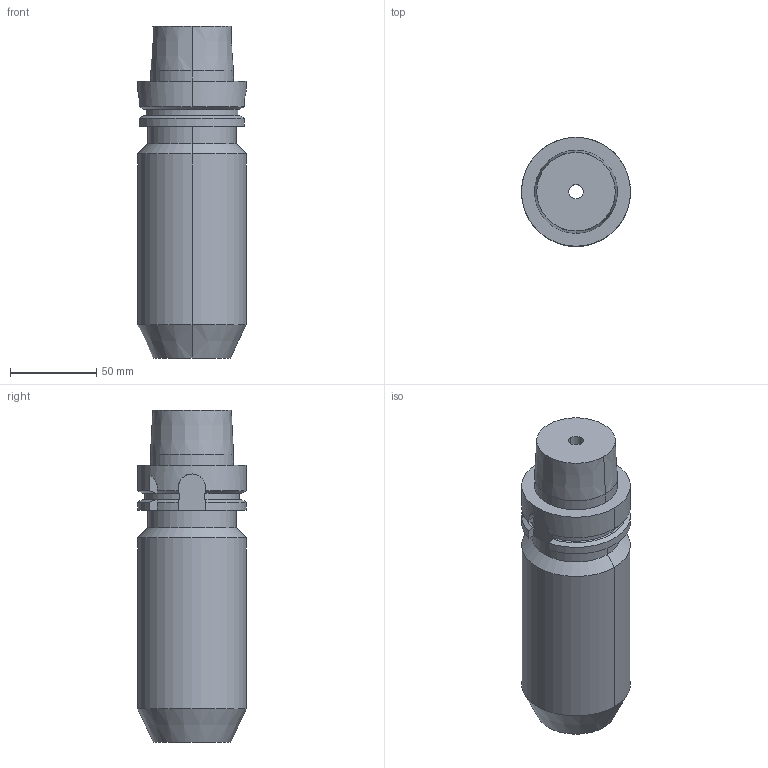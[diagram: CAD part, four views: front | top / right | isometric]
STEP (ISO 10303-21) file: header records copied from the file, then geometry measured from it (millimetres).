
FILE_DESCRIPTION((''),'2;1');
FILE_NAME('84707625','2019-03-04T11:02:18',('piechottad'),(''),'CREO PARAMETRIC BY PTC INC, 2018400','CREO PARAMETRIC BY PTC INC, 2018400','');
FILE_SCHEMA(('AUTOMOTIVE_DESIGN { 1 0 10303 214 1 1 1 1 }'));
Length unit declared in the file: millimetre
Products named in the file (1): 84707625
Bounding box: 63 x 63 x 192 mm (x, y, z)
Volume: 449583.6 mm3; surface area: 54631.7 mm2
Topology: 1 solids, 1 shells, 55 faces, 142 edges, 92 vertices
Faces by surface type: plane 23, cylinder 20, cone 12
Entity records: 2639 total; most frequent: CARTESIAN_POINT 419, DIRECTION 326, ORIENTED_EDGE 284, PRESENTATION_STYLE_ASSIGNMENT 165, STYLED_ITEM 165, CURVE_STYLE 164, EDGE_CURVE 142, AXIS2_PLACEMENT_3D 121
